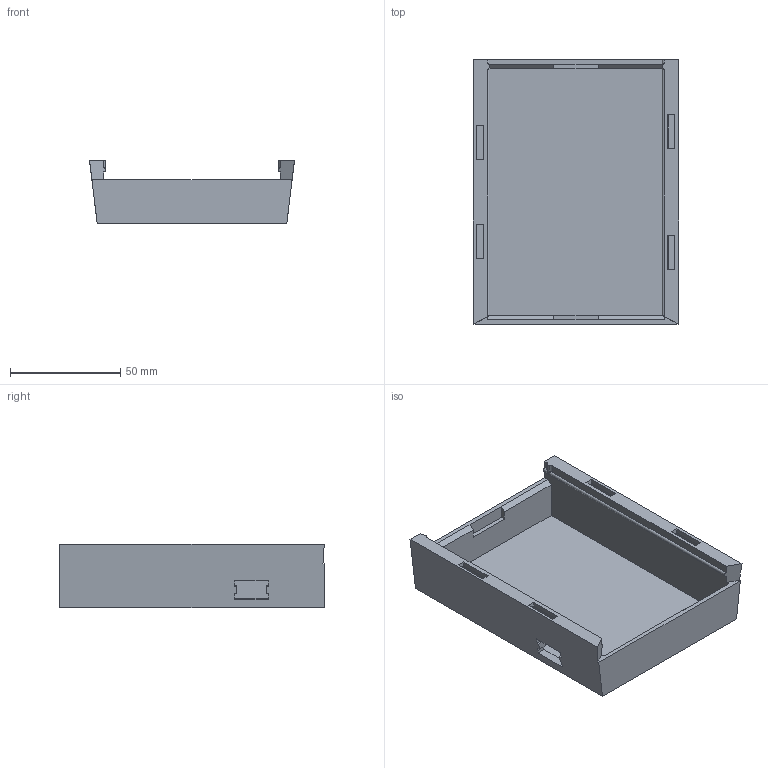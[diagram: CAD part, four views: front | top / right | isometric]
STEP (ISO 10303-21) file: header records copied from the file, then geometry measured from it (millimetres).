
FILE_DESCRIPTION( ( '' ), ' ' );
FILE_NAME( '563c9cdde4b0be2238951c5e.step', '2015-11-06T12:28:14', ( '' ), ( '' ), ' ', ' ', ' ' );
FILE_SCHEMA( ( 'AUTOMOTIVE_DESIGN { 1 0 10303 214 1 1 1 1 }' ) );
Length unit declared in the file: metre
Products named in the file (1): Part 1
Bounding box: 93 x 120 x 29 mm (x, y, z)
Volume: 52817.2 mm3; surface area: 42467.7 mm2
Topology: 1 solids, 1 shells, 88 faces, 228 edges, 146 vertices
Faces by surface type: plane 80, cylinder 8
Entity records: 2665 total; most frequent: CARTESIAN_POINT 495, ORIENTED_EDGE 456, DIRECTION 416, EDGE_CURVE 228, LINE 210, VECTOR 210, VERTEX_POINT 146, AXIS2_PLACEMENT_3D 103
